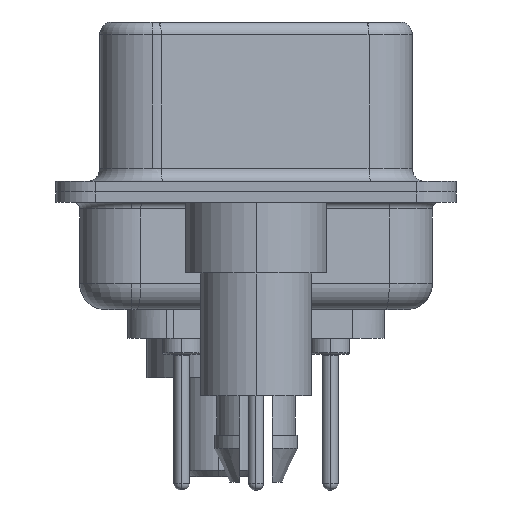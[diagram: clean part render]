
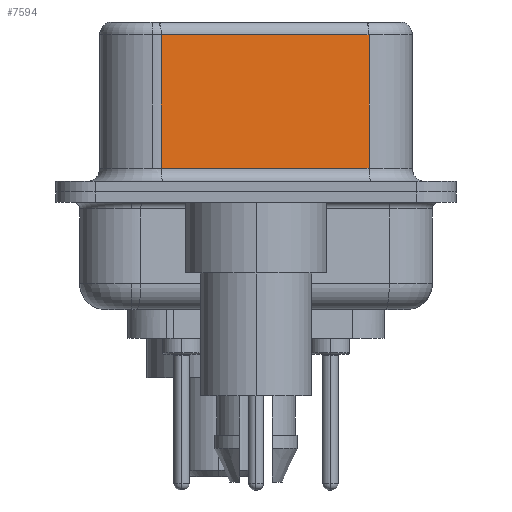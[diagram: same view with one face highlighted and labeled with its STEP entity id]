
A CAD part, left-side view. The second image highlights one B-rep face of the part: STEP entity #7594.
In plain terms, the highlighted planar face has unit normal (-0.985, -0.174, 0).
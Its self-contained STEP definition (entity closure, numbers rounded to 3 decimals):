
#51 = CARTESIAN_POINT ( 'NONE',  ( 5.132, -4.322, 6.02 ) ) ;
#1359 = VERTEX_POINT ( 'NONE', #15317 ) ;
#1459 = CARTESIAN_POINT ( 'NONE',  ( 5.132, -4.322, 6.52 ) ) ;
#2165 = DIRECTION ( 'NONE',  ( 0., 0., -1. ) ) ;
#2830 = CARTESIAN_POINT ( 'NONE',  ( 5.132, -4.322, 6.52 ) ) ;
#4048 = DIRECTION ( 'NONE',  ( -0.174, 0.985, 0. ) ) ;
#4332 = EDGE_CURVE ( 'NONE', #12527, #20414, #30610, .T. ) ;
#6419 = ORIENTED_EDGE ( 'NONE', *, *, #4332, .T. ) ;
#7366 = AXIS2_PLACEMENT_3D ( 'NONE', #1459, #19345, #4048 ) ;
#7594 = ADVANCED_FACE ( 'NONE', ( #12000 ), #29596, .F. ) ;
#7700 = VECTOR ( 'NONE', #9748, 1000. ) ;
#9748 = DIRECTION ( 'NONE',  ( 0.174, -0.985, 0. ) ) ;
#9856 = VECTOR ( 'NONE', #23299, 1000. ) ;
#12000 = FACE_OUTER_BOUND ( 'NONE', #32285, .T. ) ;
#12527 = VERTEX_POINT ( 'NONE', #51 ) ;
#13207 = CARTESIAN_POINT ( 'NONE',  ( 5.132, -4.322, 0.9 ) ) ;
#14901 = CARTESIAN_POINT ( 'NONE',  ( 5.132, -4.322, 0.9 ) ) ;
#15317 = CARTESIAN_POINT ( 'NONE',  ( 3.73, 3.628, 0.9 ) ) ;
#16723 = CARTESIAN_POINT ( 'NONE',  ( 3.73, 3.628, 6.02 ) ) ;
#17413 = LINE ( 'NONE', #2830, #9856 ) ;
#19345 = DIRECTION ( 'NONE',  ( 0.985, 0.174, 0. ) ) ;
#19395 = ORIENTED_EDGE ( 'NONE', *, *, #28473, .T. ) ;
#19691 = DIRECTION ( 'NONE',  ( -0.174, 0.985, 0. ) ) ;
#20414 = VERTEX_POINT ( 'NONE', #16723 ) ;
#21373 = VECTOR ( 'NONE', #2165, 1000. ) ;
#21805 = EDGE_CURVE ( 'NONE', #1359, #28001, #22033, .T. ) ;
#22033 = LINE ( 'NONE', #14901, #7700 ) ;
#23299 = DIRECTION ( 'NONE',  ( 0., 0., -1. ) ) ;
#23723 = VECTOR ( 'NONE', #19691, 1000. ) ;
#26866 = ORIENTED_EDGE ( 'NONE', *, *, #28606, .F. ) ;
#27671 = CARTESIAN_POINT ( 'NONE',  ( 3.73, 3.628, 6.52 ) ) ;
#28001 = VERTEX_POINT ( 'NONE', #13207 ) ;
#28473 = EDGE_CURVE ( 'NONE', #20414, #1359, #29039, .T. ) ;
#28606 = EDGE_CURVE ( 'NONE', #12527, #28001, #17413, .T. ) ;
#29039 = LINE ( 'NONE', #27671, #21373 ) ;
#29596 = PLANE ( 'NONE',  #7366 ) ;
#30462 = CARTESIAN_POINT ( 'NONE',  ( 5.132, -4.322, 6.02 ) ) ;
#30494 = ORIENTED_EDGE ( 'NONE', *, *, #21805, .T. ) ;
#30610 = LINE ( 'NONE', #30462, #23723 ) ;
#32285 = EDGE_LOOP ( 'NONE', ( #26866, #6419, #19395, #30494 ) ) ;
